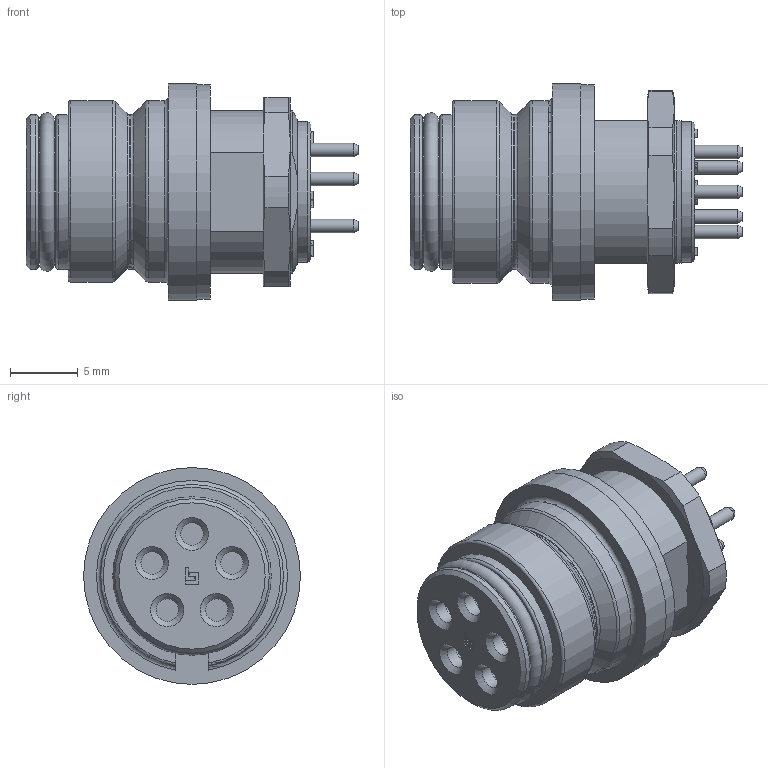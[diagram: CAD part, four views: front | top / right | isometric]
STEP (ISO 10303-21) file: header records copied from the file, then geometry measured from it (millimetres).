
FILE_DESCRIPTION(/* description */ (''),/* implementation_level */ '2;1');
FILE_NAME(/* name */ '99_9116_090_05_001_00.stp',/* time_stamp */ '2015-03-16T08:56:08+01:00',/* author */ (''),/* organization */ (''),/* preprocessor_version */ 'ST-DEVELOPER v14',/* originating_system */ 'SIEMENS PLM Software NX 8.0',/* authorisation */ '');
FILE_SCHEMA (('AUTOMOTIVE_DESIGN { 1 0 10303 214 3 1 1 1 }'));
Length unit declared in the file: millimetre
Products named in the file (1): cerl0C58C401anig
Bounding box: 24.5 x 16 x 16 mm (x, y, z)
Volume: 2663.3 mm3; surface area: 1984.5 mm2
Topology: 2 solids, 2 shells, 162 faces, 366 edges, 237 vertices
Faces by surface type: plane 71, cylinder 35, cone 28, extrusion 19, torus 9
Full cylindrical faces by diameter (mm): 1 x5, 1.65 x5, 2.45 x5, 10.4 x1, 10.6 x2, 10.917 x1, 11.4 x2, 15.8 x1, 16 x1
Entity records: 4999 total; most frequent: CARTESIAN_POINT 1627, ORIENTED_EDGE 640, DIRECTION 632, EDGE_CURVE 320, AXIS2_PLACEMENT_3D 251, EDGE_LOOP 231, VERTEX_POINT 229, ADVANCED_FACE 162
